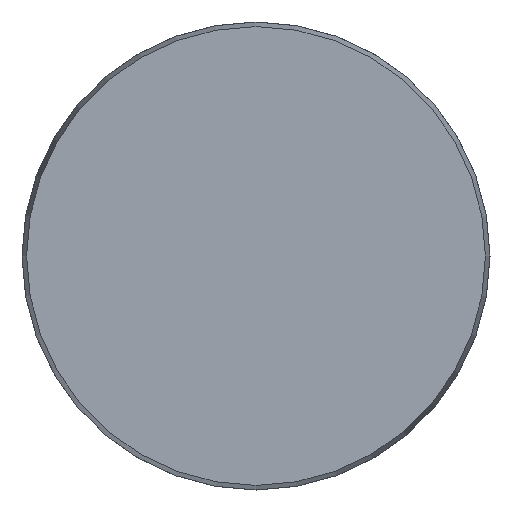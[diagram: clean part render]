
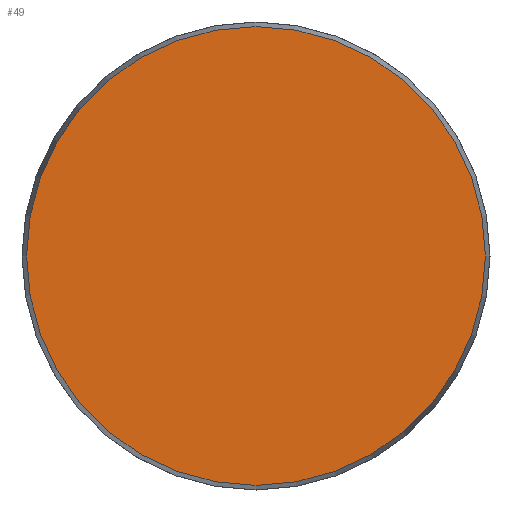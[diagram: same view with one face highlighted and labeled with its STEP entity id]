
A CAD part, front view. The second image highlights one B-rep face of the part: STEP entity #49.
In plain terms, the highlighted planar face has unit normal (0, -1, 0).
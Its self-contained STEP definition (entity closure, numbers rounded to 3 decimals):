
#49 = ADVANCED_FACE ( 'NONE', ( #331 ), #164, .F. ) ;
#63 = DIRECTION ( 'NONE',  ( 0., 0., -1. ) ) ;
#142 = CARTESIAN_POINT ( 'NONE',  ( 0., 0., 0. ) ) ;
#163 = AXIS2_PLACEMENT_3D ( 'NONE', #142, #232, #63 ) ;
#164 = PLANE ( 'NONE',  #168 ) ;
#168 = AXIS2_PLACEMENT_3D ( 'NONE', #424, #542, #508 ) ;
#232 = DIRECTION ( 'NONE',  ( 0., -1., 0. ) ) ;
#234 = ORIENTED_EDGE ( 'NONE', *, *, #438, .T. ) ;
#294 = CIRCLE ( 'NONE', #163, 28.425 ) ;
#312 = VERTEX_POINT ( 'NONE', #444 ) ;
#331 = FACE_OUTER_BOUND ( 'NONE', #396, .T. ) ;
#396 = EDGE_LOOP ( 'NONE', ( #234 ) ) ;
#424 = CARTESIAN_POINT ( 'NONE',  ( -28.425, 0., 0. ) ) ;
#438 = EDGE_CURVE ( 'NONE', #312, #312, #294, .T. ) ;
#444 = CARTESIAN_POINT ( 'NONE',  ( 0., 0., -28.425 ) ) ;
#508 = DIRECTION ( 'NONE',  ( 0., 0., 1. ) ) ;
#542 = DIRECTION ( 'NONE',  ( 0., 1., 0. ) ) ;
